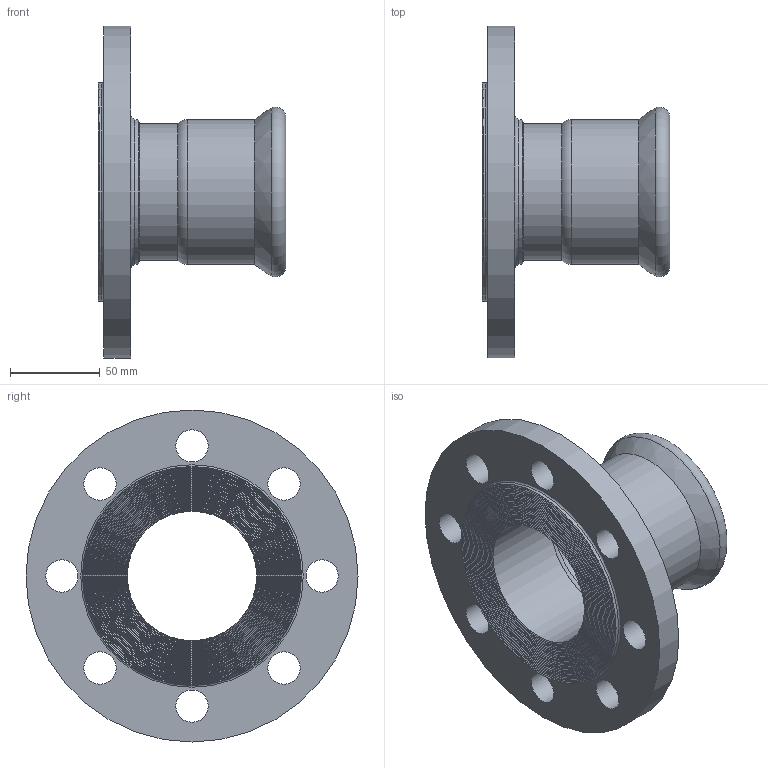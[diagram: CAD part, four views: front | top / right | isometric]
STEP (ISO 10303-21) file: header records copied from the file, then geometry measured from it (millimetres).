
FILE_DESCRIPTION(/* description */ ('FLANGIA CON MANICOTTO DN 76,1 STEEL'),/* implementation_level */ '2;1');
FILE_NAME(/* name */ '393076000_Steelpres.stp',/* time_stamp */ '2022-10-24T08:27:41+02:00',/* author */ ('Vault'),/* organization */ ('Raccorderie metalliche s.p.a. '),/* preprocessor_version */ 'ST-DEVELOPER v18.1',/* originating_system */ 'Autodesk Inventor 2020',/* authorisation */ 'Raccorderie metalliche s.p.a. ');
FILE_SCHEMA (('AUTOMOTIVE_DESIGN { 1 0 10303 214 3 1 1 }','TECHNICAL_DATA_PACKAGING'));
Length unit declared in the file: millimetre
Products named in the file (1): 393076000_Steelpres
Bounding box: 104.5 x 185 x 185 mm (x, y, z)
Volume: 397837 mm3; surface area: 109383.7 mm2
Topology: 1 solids, 1 shells, 80 faces, 247 edges, 170 vertices
Faces by surface type: cone 53, cylinder 16, torus 7, plane 3, bspline 1
Full cylindrical faces by diameter (mm): 18 x8, 72.1 x1, 76.1 x1, 76.7 x1, 78.5 x2, 80.7 x1, 122 x1, 185 x1
Entity records: 2996 total; most frequent: DIRECTION 585, CARTESIAN_POINT 524, ORIENTED_EDGE 494, AXIS2_PLACEMENT_3D 258, EDGE_CURVE 247, CIRCLE 178, VERTEX_POINT 170, EDGE_LOOP 99
